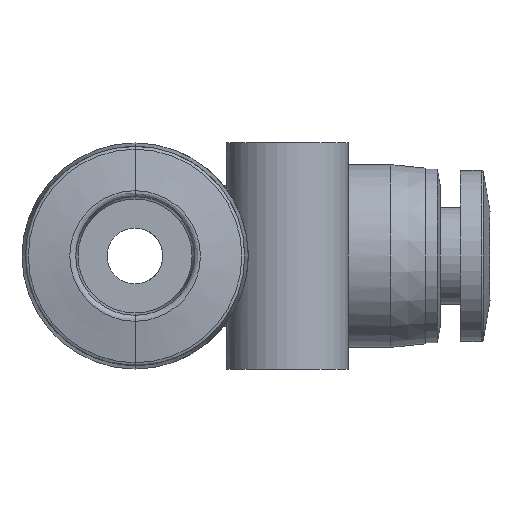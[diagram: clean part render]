
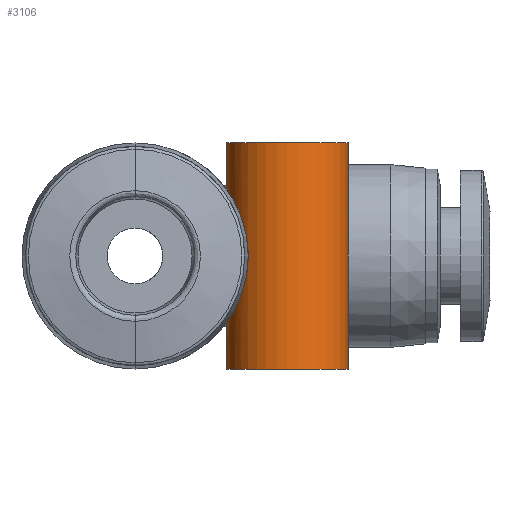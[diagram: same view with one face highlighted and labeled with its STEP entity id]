
A CAD part, front view. The second image highlights one B-rep face of the part: STEP entity #3106.
In plain terms, the highlighted cylindrical face has radius 3.5 mm (diameter 7 mm), a partial arc.
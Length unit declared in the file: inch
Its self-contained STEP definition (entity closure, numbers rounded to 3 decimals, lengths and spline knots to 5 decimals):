
#64 = CARTESIAN_POINT ( 'NONE',  ( 0.21007, -0.73927, -0.14616 ) ) ;
#70 = CARTESIAN_POINT ( 'NONE',  ( 0.23829, -0.79662, 0.09363 ) ) ;
#86 = CARTESIAN_POINT ( 'NONE',  ( 0.2536, -0.81224, -0.0354 ) ) ;
#524 = CARTESIAN_POINT ( 'NONE',  ( 0.21341, -0.75137, -0.14123 ) ) ;
#526 = CARTESIAN_POINT ( 'NONE',  ( 0.22873, -0.78369, 0.11498 ) ) ;
#550 = CARTESIAN_POINT ( 'NONE',  ( 0.25591, -0.81421, -0.00876 ) ) ;
#711 = EDGE_LOOP ( 'NONE', ( #3144, #1444, #2850, #4566, #2175, #3838 ) ) ;
#836 = DIRECTION ( 'NONE',  ( 0., 0., -1. ) ) ;
#937 = AXIS2_PLACEMENT_3D ( 'NONE', #3526, #836, #3945 ) ;
#958 = CARTESIAN_POINT ( 'NONE',  ( 0.20669, -0.71313, -0.15088 ) ) ;
#977 = CARTESIAN_POINT ( 'NONE',  ( 0.21894, -0.76599, -0.13258 ) ) ;
#982 = CARTESIAN_POINT ( 'NONE',  ( 0.21891, -0.76592, 0.13264 ) ) ;
#1000 = CARTESIAN_POINT ( 'NONE',  ( 0.25544, -0.81382, 0.01785 ) ) ;
#1076 = CIRCLE ( 'NONE', #937, 0.1378 ) ;
#1140 = CARTESIAN_POINT ( 'NONE',  ( 0.20669, -0.70866, -0.15088 ) ) ;
#1371 = DIRECTION ( 'NONE',  ( 0., 0., 1. ) ) ;
#1440 = CARTESIAN_POINT ( 'NONE',  ( 0.22876, -0.78374, -0.11491 ) ) ;
#1442 = CARTESIAN_POINT ( 'NONE',  ( 0.21087, -0.74342, 0.14501 ) ) ;
#1444 = ORIENTED_EDGE ( 'NONE', *, *, #5143, .T. ) ;
#1464 = CARTESIAN_POINT ( 'NONE',  ( 0.2522, -0.81102, 0.04424 ) ) ;
#1523 = VERTEX_POINT ( 'NONE', #3026 ) ;
#1529 = CYLINDRICAL_SURFACE ( 'NONE', #4341, 0.1378 ) ;
#1653 = EDGE_CURVE ( 'NONE', #4510, #2803, #4011, .T. ) ;
#1745 = LINE ( 'NONE', #3593, #4685 ) ;
#1783 = DIRECTION ( 'NONE',  ( 0., 0., 1. ) ) ;
#1808 = VECTOR ( 'NONE', #1783, 39.37008 ) ;
#1902 = DIRECTION ( 'NONE',  ( 1., 0., 0. ) ) ;
#1906 = CARTESIAN_POINT ( 'NONE',  ( 0.23836, -0.7967, -0.09346 ) ) ;
#1909 = CARTESIAN_POINT ( 'NONE',  ( 0.20669, -0.71757, 0.15088 ) ) ;
#2175 = ORIENTED_EDGE ( 'NONE', *, *, #4288, .F. ) ;
#2348 = CARTESIAN_POINT ( 'NONE',  ( 0.20692, -0.71767, -0.15058 ) ) ;
#2351 = CARTESIAN_POINT ( 'NONE',  ( 0.24859, -0.80764, 0.06139 ) ) ;
#2370 = CARTESIAN_POINT ( 'NONE',  ( 0.24643, -0.80554, -0.06953 ) ) ;
#2381 = CARTESIAN_POINT ( 'NONE',  ( 0.34449, -0.70866, -0.25591 ) ) ;
#2437 = CARTESIAN_POINT ( 'NONE',  ( 0.20669, -0.70866, 0.25591 ) ) ;
#2463 = VERTEX_POINT ( 'NONE', #4092 ) ;
#2517 = VERTEX_POINT ( 'NONE', #2437 ) ;
#2803 = VERTEX_POINT ( 'NONE', #4821 ) ;
#2806 = CARTESIAN_POINT ( 'NONE',  ( 0.20842, -0.7308, -0.1485 ) ) ;
#2809 = CARTESIAN_POINT ( 'NONE',  ( 0.24124, -0.8, 0.08579 ) ) ;
#2817 = VERTEX_POINT ( 'NONE', #3145 ) ;
#2832 = CARTESIAN_POINT ( 'NONE',  ( 0.25223, -0.81105, -0.04407 ) ) ;
#2841 = DIRECTION ( 'NONE',  ( 1., 0., 0. ) ) ;
#2850 = ORIENTED_EDGE ( 'NONE', *, *, #3446, .T. ) ;
#3026 = CARTESIAN_POINT ( 'NONE',  ( 0.48228, -0.70866, -0.25591 ) ) ;
#3106 = ADVANCED_FACE ( 'NONE', ( #3883 ), #1529, .T. ) ;
#3144 = ORIENTED_EDGE ( 'NONE', *, *, #4100, .F. ) ;
#3145 = CARTESIAN_POINT ( 'NONE',  ( 0.48228, -0.70866, 0.25591 ) ) ;
#3233 = CARTESIAN_POINT ( 'NONE',  ( 0.21109, -0.74344, -0.14468 ) ) ;
#3235 = CARTESIAN_POINT ( 'NONE',  ( 0.23203, -0.78845, 0.10824 ) ) ;
#3254 = CARTESIAN_POINT ( 'NONE',  ( 0.25544, -0.81383, -0.01776 ) ) ;
#3446 = EDGE_CURVE ( 'NONE', #1523, #2817, #1745, .T. ) ;
#3479 = VECTOR ( 'NONE', #4498, 39.37008 ) ;
#3526 = CARTESIAN_POINT ( 'NONE',  ( 0.34449, -0.70866, 0.25591 ) ) ;
#3593 = CARTESIAN_POINT ( 'NONE',  ( 0.48228, -0.70866, 0. ) ) ;
#3646 = CARTESIAN_POINT ( 'NONE',  ( 0.21472, -0.75515, -0.13926 ) ) ;
#3648 = CARTESIAN_POINT ( 'NONE',  ( 0.22214, -0.7724, 0.12723 ) ) ;
#3668 = CARTESIAN_POINT ( 'NONE',  ( 0.2559, -0.81421, 0.00901 ) ) ;
#3838 = ORIENTED_EDGE ( 'NONE', *, *, #1653, .F. ) ;
#3883 = FACE_OUTER_BOUND ( 'NONE', #711, .T. ) ;
#3945 = DIRECTION ( 'NONE',  ( 1., 0., 0. ) ) ;
#4011 = B_SPLINE_CURVE_WITH_KNOTS ( 'NONE', 3,
 ( #5288, #958, #2348, #5303, #2806, #64, #3233, #524, #3646, #977, #4085, #1440, #4524, #1906, #4926, #2370, #5330, #2832, #86, #3254, #550, #3668, #1000, #4106, #1464, #2351, #5306, #2809, #70, #3235, #526, #3648, #982, #4090, #1442, #4529, #1909, #4927 ),
 .UNSPECIFIED., .F., .F.,
 ( 4, 2, 2, 2, 2, 2, 2, 2, 2, 2, 2, 2, 2, 2, 2, 2, 2, 2, 4 ),
 ( 0.00127, 0.00161, 0.00195, 0.00229, 0.00263, 0.00331, 0.00399, 0.00467, 0.00535, 0.00602, 0.0067, 0.00738, 0.00806, 0.00874, 0.00942, 0.0101, 0.01078, 0.01146, 0.01214 ),
 .UNSPECIFIED. ) ;
#4085 = CARTESIAN_POINT ( 'NONE',  ( 0.2222, -0.7725, -0.12714 ) ) ;
#4090 = CARTESIAN_POINT ( 'NONE',  ( 0.21329, -0.7515, 0.1415 ) ) ;
#4092 = CARTESIAN_POINT ( 'NONE',  ( 0.20669, -0.70866, -0.25591 ) ) ;
#4100 = EDGE_CURVE ( 'NONE', #2463, #4510, #5359, .T. ) ;
#4106 = CARTESIAN_POINT ( 'NONE',  ( 0.25359, -0.81223, 0.03543 ) ) ;
#4288 = EDGE_CURVE ( 'NONE', #2803, #2517, #4476, .T. ) ;
#4341 = AXIS2_PLACEMENT_3D ( 'NONE', #5302, #4523, #1902 ) ;
#4412 = CARTESIAN_POINT ( 'NONE',  ( 0.20669, -0.70866, 0. ) ) ;
#4427 = AXIS2_PLACEMENT_3D ( 'NONE', #2381, #5338, #2841 ) ;
#4469 = CIRCLE ( 'NONE', #4427, 0.1378 ) ;
#4476 = LINE ( 'NONE', #4903, #3479 ) ;
#4498 = DIRECTION ( 'NONE',  ( 0., 0., 1. ) ) ;
#4510 = VERTEX_POINT ( 'NONE', #1140 ) ;
#4523 = DIRECTION ( 'NONE',  ( 0., 0., 1. ) ) ;
#4524 = CARTESIAN_POINT ( 'NONE',  ( 0.23213, -0.78859, -0.10801 ) ) ;
#4529 = CARTESIAN_POINT ( 'NONE',  ( 0.2076, -0.72661, 0.14966 ) ) ;
#4566 = ORIENTED_EDGE ( 'NONE', *, *, #5579, .T. ) ;
#4685 = VECTOR ( 'NONE', #1371, 39.37008 ) ;
#4821 = CARTESIAN_POINT ( 'NONE',  ( 0.20669, -0.70866, 0.15088 ) ) ;
#4903 = CARTESIAN_POINT ( 'NONE',  ( 0.20669, -0.70866, 0. ) ) ;
#4926 = CARTESIAN_POINT ( 'NONE',  ( 0.24126, -0.80002, -0.08575 ) ) ;
#4927 = CARTESIAN_POINT ( 'NONE',  ( 0.20669, -0.70866, 0.15088 ) ) ;
#5143 = EDGE_CURVE ( 'NONE', #2463, #1523, #4469, .T. ) ;
#5288 = CARTESIAN_POINT ( 'NONE',  ( 0.20669, -0.70866, -0.15088 ) ) ;
#5302 = CARTESIAN_POINT ( 'NONE',  ( 0.34449, -0.70866, 0. ) ) ;
#5303 = CARTESIAN_POINT ( 'NONE',  ( 0.20778, -0.72648, -0.14939 ) ) ;
#5306 = CARTESIAN_POINT ( 'NONE',  ( 0.24637, -0.80548, 0.06971 ) ) ;
#5330 = CARTESIAN_POINT ( 'NONE',  ( 0.24866, -0.80771, -0.0611 ) ) ;
#5338 = DIRECTION ( 'NONE',  ( 0., 0., 1. ) ) ;
#5359 = LINE ( 'NONE', #4412, #1808 ) ;
#5579 = EDGE_CURVE ( 'NONE', #2817, #2517, #1076, .T. ) ;
